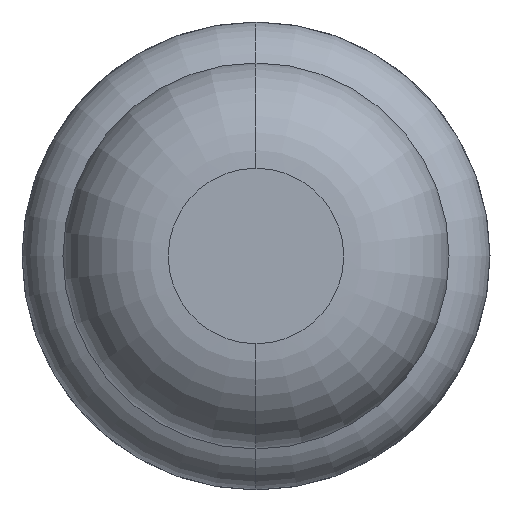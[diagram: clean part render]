
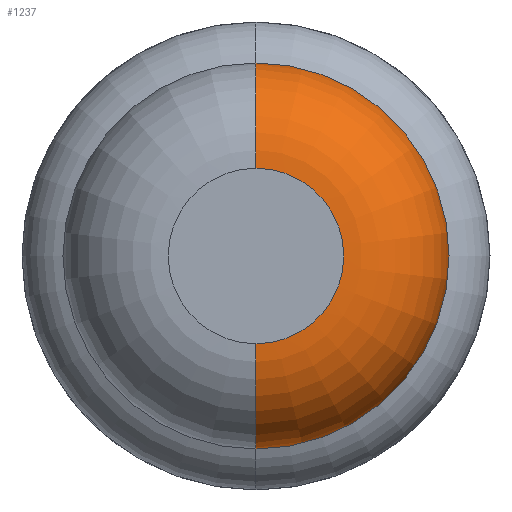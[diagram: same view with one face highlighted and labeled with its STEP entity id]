
A CAD part, front view. The second image highlights one B-rep face of the part: STEP entity #1237.
In plain terms, the highlighted toroidal (fillet/blend) face has major radius 0.375 mm and minor radius 0.45 mm.
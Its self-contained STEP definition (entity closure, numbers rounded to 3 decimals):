
#22 = CARTESIAN_POINT ( 'NONE',  ( 0., -26.95, 0. ) ) ;
#351 = ORIENTED_EDGE ( 'NONE', *, *, #4271, .F. ) ;
#427 = CIRCLE ( 'NONE', #3022, 0.45 ) ;
#470 = EDGE_LOOP ( 'NONE', ( #3766, #1657, #1196, #351 ) ) ;
#702 = EDGE_CURVE ( 'Defeature ausgef�hrt1_73+Defeature ausgef�hrt1_72+Defeature ausgef�hrt1_72+Defeature ausgef�hrt1_72', #4619, #2964, #4731, .T. ) ;
#714 = FACE_OUTER_BOUND ( 'NONE', #470, .T. ) ;
#754 = DIRECTION ( 'NONE',  ( 1., 0., 0. ) ) ;
#781 = CARTESIAN_POINT ( 'NONE',  ( 0., -27.4, 0. ) ) ;
#835 = AXIS2_PLACEMENT_3D ( 'NONE', #22, #3317, #1146 ) ;
#886 = CARTESIAN_POINT ( 'NONE',  ( 0., -27.4, 0.375 ) ) ;
#1146 = DIRECTION ( 'NONE',  ( 0., 0., 1. ) ) ;
#1196 = ORIENTED_EDGE ( 'NONE', *, *, #702, .F. ) ;
#1237 = ADVANCED_FACE ( 'Defeature ausgef�hrt1_72', ( #714 ), #2119, .T. ) ;
#1244 = EDGE_CURVE ( 'Defeature ausgef�hrt1_72+Defeature ausgef�hrt1_71+Defeature ausgef�hrt1_71+Defeature ausgef�hrt1_71', #2033, #4579, #4726, .T. ) ;
#1464 = DIRECTION ( 'NONE',  ( 0., 0., -1. ) ) ;
#1657 = ORIENTED_EDGE ( 'NONE', *, *, #4299, .T. ) ;
#1773 = AXIS2_PLACEMENT_3D ( 'NONE', #781, #3328, #1869 ) ;
#1869 = DIRECTION ( 'NONE',  ( 0., 0., 1. ) ) ;
#2033 = VERTEX_POINT ( 'NONE', #886 ) ;
#2045 = AXIS2_PLACEMENT_3D ( 'NONE', #2655, #3312, #4422 ) ;
#2119 = TOROIDAL_SURFACE ( 'NONE', #2045, 0.375, 0.45 ) ;
#2564 = DIRECTION ( 'NONE',  ( 0., 0., 1. ) ) ;
#2589 = AXIS2_PLACEMENT_3D ( 'NONE', #3655, #754, #1464 ) ;
#2655 = CARTESIAN_POINT ( 'NONE',  ( 0., -26.95, 0. ) ) ;
#2855 = CIRCLE ( 'NONE', #2589, 0.45 ) ;
#2964 = VERTEX_POINT ( 'NONE', #4715 ) ;
#3022 = AXIS2_PLACEMENT_3D ( 'NONE', #3987, #3249, #2564 ) ;
#3181 = CARTESIAN_POINT ( 'NONE',  ( 0., -26.95, 0.825 ) ) ;
#3249 = DIRECTION ( 'NONE',  ( -1., 0., 0. ) ) ;
#3312 = DIRECTION ( 'NONE',  ( 0., 1., 0. ) ) ;
#3317 = DIRECTION ( 'NONE',  ( 0., 1., 0. ) ) ;
#3328 = DIRECTION ( 'NONE',  ( 0., 1., 0. ) ) ;
#3537 = CARTESIAN_POINT ( 'NONE',  ( 0., -27.4, -0.375 ) ) ;
#3655 = CARTESIAN_POINT ( 'NONE',  ( 0., -26.95, -0.375 ) ) ;
#3766 = ORIENTED_EDGE ( 'NONE', *, *, #1244, .T. ) ;
#3987 = CARTESIAN_POINT ( 'NONE',  ( 0., -26.95, 0.375 ) ) ;
#4271 = EDGE_CURVE ( 'NONE', #2033, #4619, #427, .T. ) ;
#4299 = EDGE_CURVE ( 'NONE', #4579, #2964, #2855, .T. ) ;
#4422 = DIRECTION ( 'NONE',  ( 0., 0., 1. ) ) ;
#4579 = VERTEX_POINT ( 'NONE', #3537 ) ;
#4619 = VERTEX_POINT ( 'NONE', #3181 ) ;
#4715 = CARTESIAN_POINT ( 'NONE',  ( 0., -26.95, -0.825 ) ) ;
#4726 = CIRCLE ( 'NONE', #1773, 0.375 ) ;
#4731 = CIRCLE ( 'NONE', #835, 0.825 ) ;
